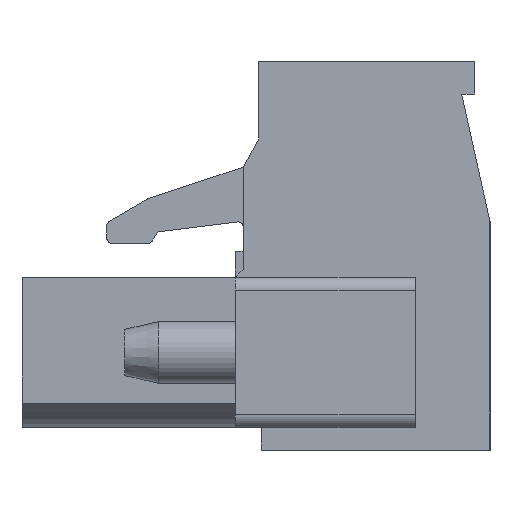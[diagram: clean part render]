
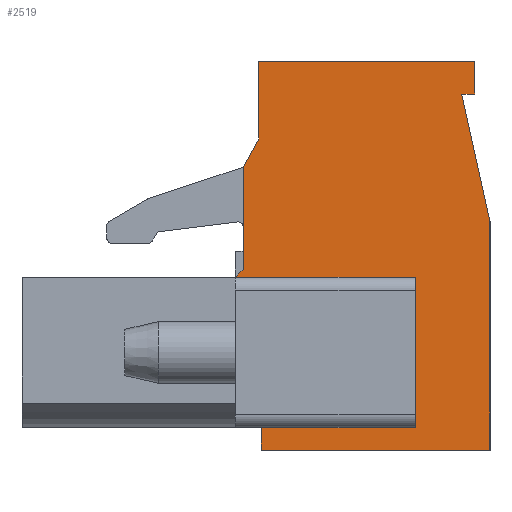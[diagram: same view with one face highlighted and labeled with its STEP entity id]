
A CAD part, left-side view. The second image highlights one B-rep face of the part: STEP entity #2519.
In plain terms, the highlighted planar face has unit normal (-1, 0, 0).
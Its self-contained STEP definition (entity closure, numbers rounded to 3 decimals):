
#2519 = ADVANCED_FACE( '', ( #5461 ), #5462, .T. );
#5461 = FACE_OUTER_BOUND( '', #8914, .T. );
#5462 = PLANE( '', #8915 );
#8914 = EDGE_LOOP( '', ( #15835, #15836, #15837, #15838, #15839, #15840, #15841, #15842, #15843, #15844, #15845, #15846, #15847, #15848 ) );
#8915 = AXIS2_PLACEMENT_3D( '', #15849, #15850, #15851 );
#15835 = ORIENTED_EDGE( '', *, *, #23516, .F. );
#15836 = ORIENTED_EDGE( '', *, *, #22390, .F. );
#15837 = ORIENTED_EDGE( '', *, *, #23486, .F. );
#15838 = ORIENTED_EDGE( '', *, *, #20928, .T. );
#15839 = ORIENTED_EDGE( '', *, *, #23517, .T. );
#15840 = ORIENTED_EDGE( '', *, *, #22986, .T. );
#15841 = ORIENTED_EDGE( '', *, *, #23518, .T. );
#15842 = ORIENTED_EDGE( '', *, *, #23342, .T. );
#15843 = ORIENTED_EDGE( '', *, *, #23496, .T. );
#15844 = ORIENTED_EDGE( '', *, *, #21355, .T. );
#15845 = ORIENTED_EDGE( '', *, *, #21663, .T. );
#15846 = ORIENTED_EDGE( '', *, *, #23519, .T. );
#15847 = ORIENTED_EDGE( '', *, *, #23459, .T. );
#15848 = ORIENTED_EDGE( '', *, *, #21335, .T. );
#15849 = CARTESIAN_POINT( '', ( -29.48, 0., 0. ) );
#15850 = DIRECTION( '', ( -1., 0., 0. ) );
#15851 = DIRECTION( '', ( 0., 0., 1. ) );
#20928 = EDGE_CURVE( '', #25068, #25069, #25070, .T. );
#21335 = EDGE_CURVE( '', #25784, #25792, #25794, .F. );
#21355 = EDGE_CURVE( '', #25829, #25830, #25831, .T. );
#21663 = EDGE_CURVE( '', #25830, #26373, #26374, .T. );
#22390 = EDGE_CURVE( '', #27558, #27560, #27561, .T. );
#22986 = EDGE_CURVE( '', #28436, #28434, #28437, .T. );
#23342 = EDGE_CURVE( '', #28958, #28956, #28959, .T. );
#23459 = EDGE_CURVE( '', #29123, #25784, #29124, .T. );
#23486 = EDGE_CURVE( '', #25068, #27558, #29161, .T. );
#23496 = EDGE_CURVE( '', #28956, #25829, #29173, .T. );
#23516 = EDGE_CURVE( '', #27560, #25792, #29197, .T. );
#23517 = EDGE_CURVE( '', #25069, #28436, #29198, .T. );
#23518 = EDGE_CURVE( '', #28434, #28958, #29199, .T. );
#23519 = EDGE_CURVE( '', #26373, #29123, #29200, .T. );
#25068 = VERTEX_POINT( '', #31113 );
#25069 = VERTEX_POINT( '', #31114 );
#25070 = LINE( '', #31115, #31116 );
#25784 = VERTEX_POINT( '', #32135 );
#25792 = VERTEX_POINT( '', #32147 );
#25794 = LINE( '', #32150, #32151 );
#25829 = VERTEX_POINT( '', #32191 );
#25830 = VERTEX_POINT( '', #32192 );
#25831 = LINE( '', #32193, #32194 );
#26373 = VERTEX_POINT( '', #32987 );
#26374 = LINE( '', #32988, #32989 );
#27558 = VERTEX_POINT( '', #34730 );
#27560 = VERTEX_POINT( '', #34733 );
#27561 = LINE( '', #34734, #34735 );
#28434 = VERTEX_POINT( '', #36016 );
#28436 = VERTEX_POINT( '', #36019 );
#28437 = LINE( '', #36020, #36021 );
#28956 = VERTEX_POINT( '', #36809 );
#28958 = VERTEX_POINT( '', #36812 );
#28959 = LINE( '', #36813, #36814 );
#29123 = VERTEX_POINT( '', #37063 );
#29124 = LINE( '', #37064, #37065 );
#29161 = LINE( '', #37124, #37125 );
#29173 = LINE( '', #37142, #37143 );
#29197 = LINE( '', #37181, #37182 );
#29198 = LINE( '', #37183, #37184 );
#29199 = LINE( '', #37185, #37186 );
#29200 = LINE( '', #37187, #37188 );
#31113 = CARTESIAN_POINT( '', ( -29.48, 4.45, -3.575 ) );
#31114 = CARTESIAN_POINT( '', ( -29.48, 4.45, -4.45 ) );
#31115 = CARTESIAN_POINT( '', ( -29.48, 4.45, -3.575 ) );
#31116 = VECTOR( '', #39345, 1000. );
#32135 = CARTESIAN_POINT( '', ( -29.48, 5.15, 2.575 ) );
#32147 = CARTESIAN_POINT( '', ( -29.48, 5.45, 2.275 ) );
#32150 = CARTESIAN_POINT( '', ( -29.48, 5.15, 2.575 ) );
#32151 = VECTOR( '', #39728, 1000. );
#32191 = CARTESIAN_POINT( '', ( -29.48, -3.85, 10.65 ) );
#32192 = CARTESIAN_POINT( '', ( -29.48, 4.55, 10.65 ) );
#32193 = CARTESIAN_POINT( '', ( -29.48, -3.85, 10.65 ) );
#32194 = VECTOR( '', #39764, 1000. );
#32987 = CARTESIAN_POINT( '', ( -29.48, 4.55, 7.65 ) );
#32988 = CARTESIAN_POINT( '', ( -29.48, 4.55, 10.65 ) );
#32989 = VECTOR( '', #40061, 1000. );
#34730 = CARTESIAN_POINT( '', ( -29.48, -1.55, -3.575 ) );
#34733 = CARTESIAN_POINT( '', ( -29.48, -1.55, 2.275 ) );
#34734 = CARTESIAN_POINT( '', ( -29.48, -1.55, -3.575 ) );
#34735 = VECTOR( '', #40746, 1000. );
#36016 = CARTESIAN_POINT( '', ( -29.48, -4.45, 4.45 ) );
#36019 = CARTESIAN_POINT( '', ( -29.48, -4.45, -4.45 ) );
#36020 = CARTESIAN_POINT( '', ( -29.48, -4.45, -4.45 ) );
#36021 = VECTOR( '', #41279, 1000. );
#36809 = CARTESIAN_POINT( '', ( -29.48, -3.85, 9.4 ) );
#36812 = CARTESIAN_POINT( '', ( -29.48, -3.35, 9.4 ) );
#36813 = CARTESIAN_POINT( '', ( -29.48, -3.35, 9.4 ) );
#36814 = VECTOR( '', #41608, 1000. );
#37063 = CARTESIAN_POINT( '', ( -29.48, 5.15, 6.55 ) );
#37064 = CARTESIAN_POINT( '', ( -29.48, 5.15, 6.55 ) );
#37065 = VECTOR( '', #41706, 1000. );
#37124 = CARTESIAN_POINT( '', ( -29.48, 5.45, -3.575 ) );
#37125 = VECTOR( '', #41729, 1000. );
#37142 = CARTESIAN_POINT( '', ( -29.48, -3.85, 9.4 ) );
#37143 = VECTOR( '', #41735, 1000. );
#37181 = CARTESIAN_POINT( '', ( -29.48, -1.55, 2.275 ) );
#37182 = VECTOR( '', #41750, 1000. );
#37183 = CARTESIAN_POINT( '', ( -29.48, 4.45, -4.45 ) );
#37184 = VECTOR( '', #41751, 1000. );
#37185 = CARTESIAN_POINT( '', ( -29.48, -4.45, 4.45 ) );
#37186 = VECTOR( '', #41752, 1000. );
#37187 = CARTESIAN_POINT( '', ( -29.48, 4.55, 7.65 ) );
#37188 = VECTOR( '', #41753, 1000. );
#39345 = DIRECTION( '', ( 0., 0., -1. ) );
#39728 = DIRECTION( '', ( 0., -0.707, 0.707 ) );
#39764 = DIRECTION( '', ( 0., 1., 0. ) );
#40061 = DIRECTION( '', ( 0., 0., -1. ) );
#40746 = DIRECTION( '', ( 0., 0., 1. ) );
#41279 = DIRECTION( '', ( 0., 0., 1. ) );
#41608 = DIRECTION( '', ( 0., -1., 0. ) );
#41706 = DIRECTION( '', ( 0., 0., -1. ) );
#41729 = DIRECTION( '', ( 0., -1., 0. ) );
#41735 = DIRECTION( '', ( 0., 0., 1. ) );
#41750 = DIRECTION( '', ( 0., 1., 0. ) );
#41751 = DIRECTION( '', ( 0., -1., 0. ) );
#41752 = DIRECTION( '', ( 0., 0.217, 0.976 ) );
#41753 = DIRECTION( '', ( 0., 0.479, -0.878 ) );
